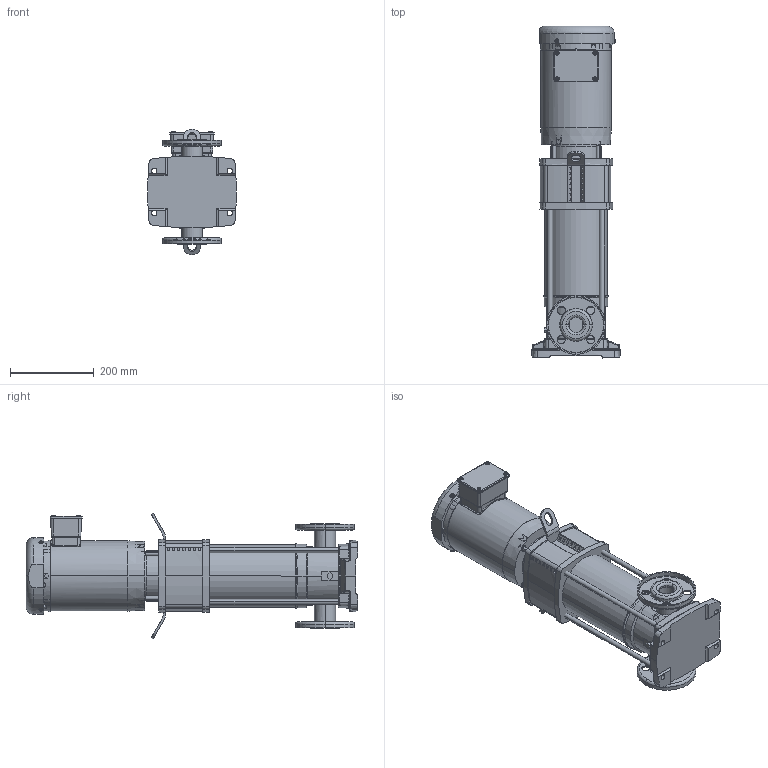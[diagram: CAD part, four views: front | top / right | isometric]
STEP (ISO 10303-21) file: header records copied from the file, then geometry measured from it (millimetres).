
FILE_DESCRIPTION (( 'STEP AP203' ), '1' );
FILE_NAME ('HELIX V30-04_575V.step', '2017-10-26T17:54:22', ( '' ), ( '' ), 'SwSTEP 2.0', 'SolidWorks 2017', '' );
FILE_SCHEMA (( 'CONFIG_CONTROL_DESIGN' ));
Length unit declared in the file: inch
Products named in the file (6): socket head cap screw_ai_HX-SHCS 0.375-16x1.75x1.25-N; HELIX V30-04; HELIX V30-04_575V; BALDOR NEMA V2 2HP; Helix Base 10-30; ANSI Flange 1.25 IN
Assembly tree (9 placements, depth 2):
  HELIX V30-04_575V
    HELIX V30-04
    BALDOR NEMA V2 2HP
    ANSI Flange 1.25 IN  x2
    Helix Base 10-30
    socket head cap screw_ai_HX-SHCS 0.375-16x1.75x1.25-N  x4
Bounding box: 211.48 x 791.5 x 300 mm (x, y, z)
Volume: 15390359.8 mm3; surface area: 1008503.8 mm2
Topology: 21 solids, 21 shells, 1179 faces, 2975 edges, 1890 vertices
Faces by surface type: plane 597, cylinder 263, cone 148, torus 89, sphere 50, bspline 32
Entity records: 36087 total; most frequent: CARTESIAN_POINT 9510, DIRECTION 5445, ORIENTED_EDGE 5374, EDGE_CURVE 2687, AXIS2_PLACEMENT_3D 2032, VERTEX_POINT 1725, VECTOR 1381, LINE 1381
